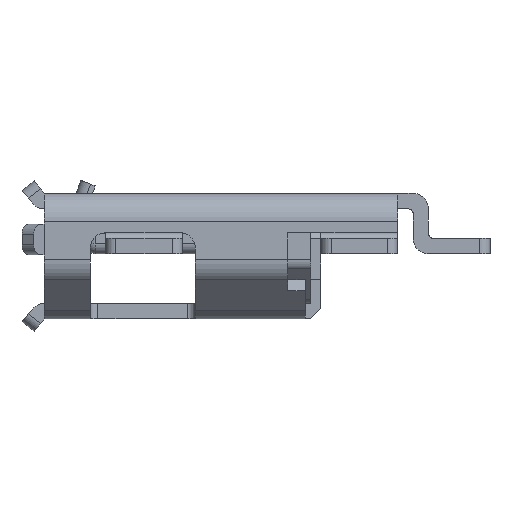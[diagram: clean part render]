
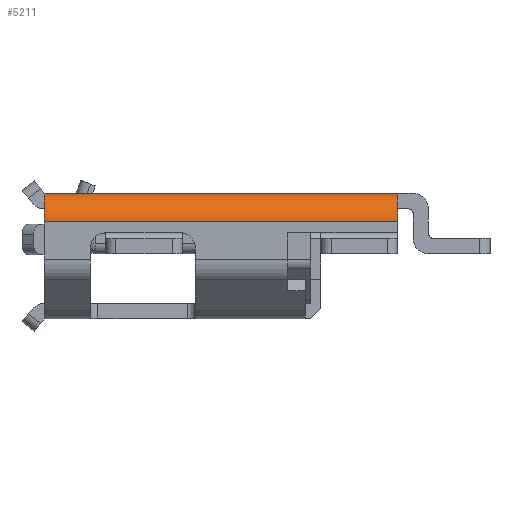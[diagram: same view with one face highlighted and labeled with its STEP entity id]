
A CAD part, front view. The second image highlights one B-rep face of the part: STEP entity #5211.
In plain terms, the highlighted cylindrical face has radius 0.55 mm (diameter 1.1 mm), a partial arc.
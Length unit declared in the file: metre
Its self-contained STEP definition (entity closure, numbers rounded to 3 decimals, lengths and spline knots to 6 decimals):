
#3015 = EDGE_CURVE( '', #7758, #7411, #7802, .T. );
#4597 = EDGE_CURVE( '', #7411, #8586, #10020, .T. );
#5195 = EDGE_CURVE( '', #7758, #10741, #10742, .T. );
#5211 = ADVANCED_FACE( '', ( #10760 ), #10761, .T. );
#5407 = EDGE_CURVE( '', #8586, #10741, #10982, .T. );
#7411 = VERTEX_POINT( '', #13527 );
#7758 = VERTEX_POINT( '', #14020 );
#7802 = CIRCLE( '', #14082, 0.00055 );
#8586 = VERTEX_POINT( '', #15234 );
#10020 = LINE( '', #17340, #17341 );
#10741 = VERTEX_POINT( '', #18469 );
#10742 = LINE( '', #18470, #18471 );
#10760 = FACE_OUTER_BOUND( '', #18500, .T. );
#10761 = CYLINDRICAL_SURFACE( '', #18501, 0.00055 );
#10982 = CIRCLE( '', #18857, 0.00055 );
#13527 = CARTESIAN_POINT( '', ( -0.003772, -0.003736, 0.001911 ) );
#14020 = CARTESIAN_POINT( '', ( -0.003772, -0.003186, 0.002461 ) );
#14082 = AXIS2_PLACEMENT_3D( '', #21996, #21997, #21998 );
#15234 = CARTESIAN_POINT( '', ( 0.003128, -0.003736, 0.001911 ) );
#17340 = CARTESIAN_POINT( '', ( 0.003128, -0.003736, 0.001911 ) );
#17341 = VECTOR( '', #24953, 1. );
#18469 = CARTESIAN_POINT( '', ( 0.003128, -0.003186, 0.002461 ) );
#18470 = CARTESIAN_POINT( '', ( 0.003128, -0.003186, 0.002461 ) );
#18471 = VECTOR( '', #25973, 1. );
#18500 = EDGE_LOOP( '', ( #25994, #25995, #25996, #25997 ) );
#18501 = AXIS2_PLACEMENT_3D( '', #25998, #25999, #26000 );
#18857 = AXIS2_PLACEMENT_3D( '', #26296, #26297, #26298 );
#21996 = CARTESIAN_POINT( '', ( -0.003772, -0.003186, 0.001911 ) );
#21997 = DIRECTION( '', ( 1., 0., 0. ) );
#21998 = DIRECTION( '', ( 0., -1., 0. ) );
#24953 = DIRECTION( '', ( 1., 0., 0. ) );
#25973 = DIRECTION( '', ( 1., 0., 0. ) );
#25994 = ORIENTED_EDGE( '', *, *, #5195, .F. );
#25995 = ORIENTED_EDGE( '', *, *, #3015, .T. );
#25996 = ORIENTED_EDGE( '', *, *, #4597, .T. );
#25997 = ORIENTED_EDGE( '', *, *, #5407, .T. );
#25998 = CARTESIAN_POINT( '', ( 0.003128, -0.003186, 0.001911 ) );
#25999 = DIRECTION( '', ( 1., 0., 0. ) );
#26000 = DIRECTION( '', ( 0., -1., 0. ) );
#26296 = CARTESIAN_POINT( '', ( 0.003128, -0.003186, 0.001911 ) );
#26297 = DIRECTION( '', ( -1., 0., 0. ) );
#26298 = DIRECTION( '', ( 0., -1., 0. ) );
